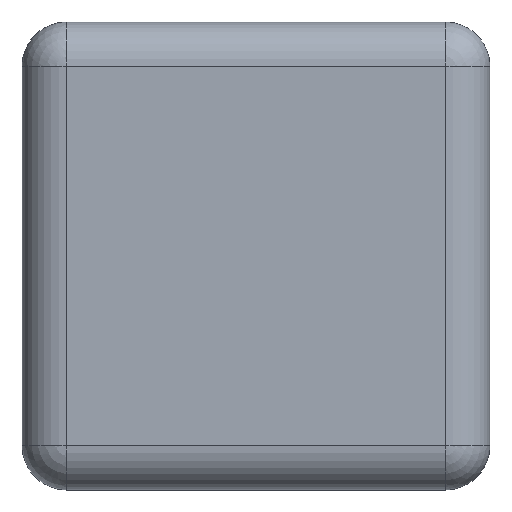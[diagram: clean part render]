
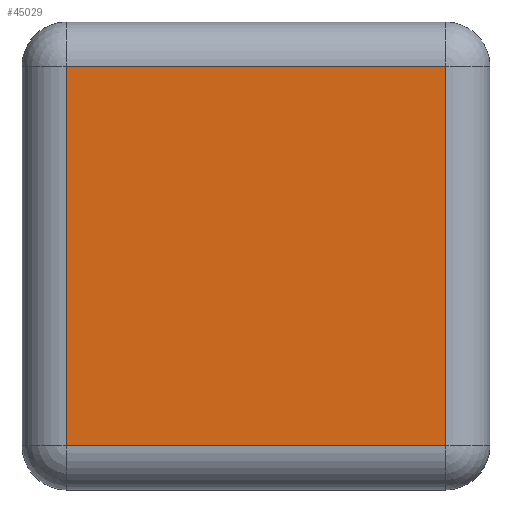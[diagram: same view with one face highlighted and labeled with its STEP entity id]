
A CAD part, front view. The second image highlights one B-rep face of the part: STEP entity #45029.
In plain terms, the highlighted planar face has unit normal (0, -1, 0).
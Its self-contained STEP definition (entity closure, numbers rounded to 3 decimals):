
#2886 = PLANE ( 'NONE',  #10620 ) ;
#5872 = EDGE_LOOP ( 'NONE', ( #29431, #28748, #11017, #19735 ) ) ;
#7345 = FACE_OUTER_BOUND ( 'NONE', #5872, .T. ) ;
#10066 = CARTESIAN_POINT ( 'NONE',  ( 341.912, -198.343, -341.912 ) ) ;
#10397 = VECTOR ( 'NONE', #20772, 1000. ) ;
#10620 = AXIS2_PLACEMENT_3D ( 'NONE', #45612, #43009, #20955 ) ;
#11017 = ORIENTED_EDGE ( 'NONE', *, *, #11728, .T. ) ;
#11728 = EDGE_CURVE ( 'NONE', #19100, #29992, #38618, .T. ) ;
#13427 = DIRECTION ( 'NONE',  ( -1., 0., 0. ) ) ;
#14285 = CARTESIAN_POINT ( 'NONE',  ( -341.912, -198.343, -341.912 ) ) ;
#14365 = VECTOR ( 'NONE', #46183, 1000. ) ;
#19100 = VERTEX_POINT ( 'NONE', #10066 ) ;
#19735 = ORIENTED_EDGE ( 'NONE', *, *, #29273, .T. ) ;
#20772 = DIRECTION ( 'NONE',  ( 0., 0., 1. ) ) ;
#20955 = DIRECTION ( 'NONE',  ( 1., 0., 0. ) ) ;
#22715 = CARTESIAN_POINT ( 'NONE',  ( 341.912, -198.343, 341.912 ) ) ;
#22818 = LINE ( 'NONE', #33380, #43395 ) ;
#25039 = CARTESIAN_POINT ( 'NONE',  ( -341.912, -198.343, -421.912 ) ) ;
#27409 = VERTEX_POINT ( 'NONE', #44570 ) ;
#27737 = LINE ( 'NONE', #42043, #42522 ) ;
#28071 = EDGE_CURVE ( 'NONE', #28681, #19100, #22818, .T. ) ;
#28681 = VERTEX_POINT ( 'NONE', #14285 ) ;
#28748 = ORIENTED_EDGE ( 'NONE', *, *, #28071, .T. ) ;
#29273 = EDGE_CURVE ( 'NONE', #29992, #27409, #27737, .T. ) ;
#29431 = ORIENTED_EDGE ( 'NONE', *, *, #33805, .T. ) ;
#29992 = VERTEX_POINT ( 'NONE', #22715 ) ;
#33380 = CARTESIAN_POINT ( 'NONE',  ( 421.912, -198.343, -341.912 ) ) ;
#33805 = EDGE_CURVE ( 'NONE', #27409, #28681, #38894, .T. ) ;
#37833 = DIRECTION ( 'NONE',  ( 1., 0., 0. ) ) ;
#38618 = LINE ( 'NONE', #38845, #10397 ) ;
#38845 = CARTESIAN_POINT ( 'NONE',  ( 341.912, -198.343, 421.912 ) ) ;
#38894 = LINE ( 'NONE', #25039, #14365 ) ;
#42043 = CARTESIAN_POINT ( 'NONE',  ( -421.912, -198.343, 341.912 ) ) ;
#42522 = VECTOR ( 'NONE', #13427, 1000. ) ;
#43009 = DIRECTION ( 'NONE',  ( 0., 1., 0. ) ) ;
#43395 = VECTOR ( 'NONE', #37833, 1000. ) ;
#44570 = CARTESIAN_POINT ( 'NONE',  ( -341.912, -198.343, 341.912 ) ) ;
#45029 = ADVANCED_FACE ( 'NONE', ( #7345 ), #2886, .F. ) ;
#45612 = CARTESIAN_POINT ( 'NONE',  ( -381.912, -198.343, 381.912 ) ) ;
#46183 = DIRECTION ( 'NONE',  ( 0., 0., -1. ) ) ;
